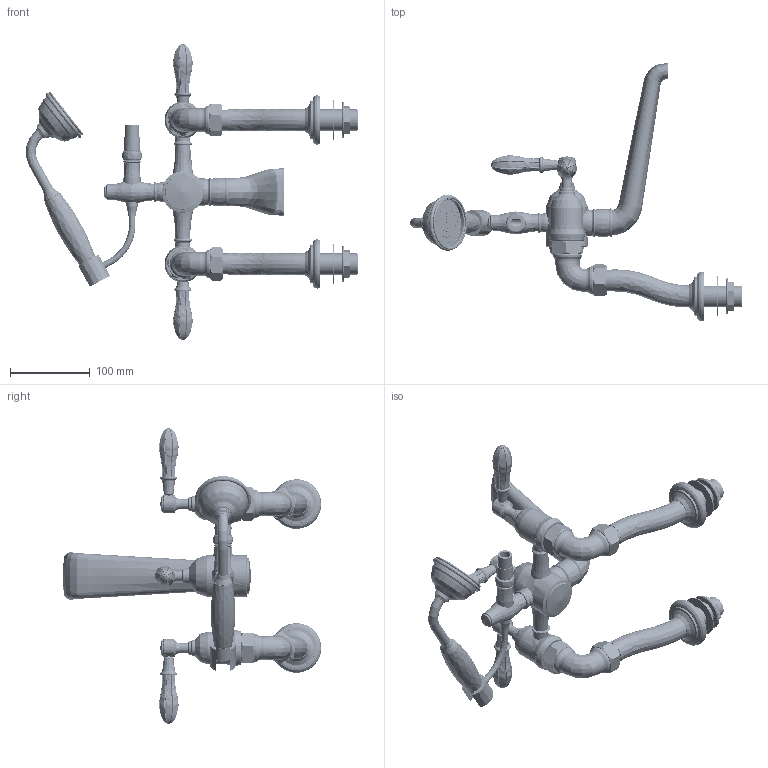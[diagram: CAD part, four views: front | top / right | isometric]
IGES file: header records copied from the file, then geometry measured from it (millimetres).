
Global section: file name: V2K31-GB GC; native system: Autodesk Inventor 2018; preprocessor: unknown; author: aduggalther; date: 20180123.085005; units: millimetre
Bounding box: 415.22 x 323.11 x 370 mm (x, y, z)
Volume: 942589.5 mm3; surface area: 439692.8 mm2
Topology: 102 solids, 108 shells, 3313 faces, 9378 edges, 6372 vertices
Faces by surface type: bspline 3313
